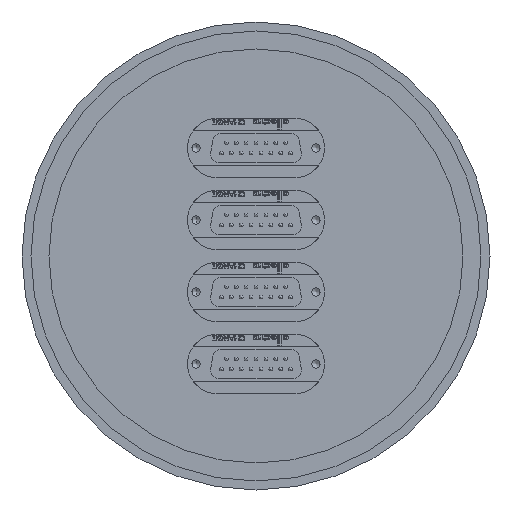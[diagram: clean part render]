
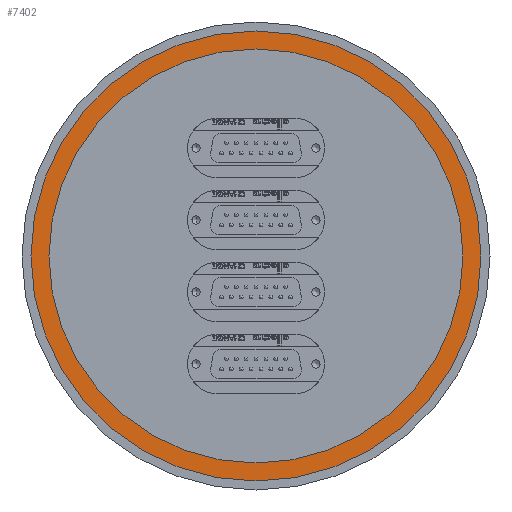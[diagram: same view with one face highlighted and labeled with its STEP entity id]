
A CAD part, front view. The second image highlights one B-rep face of the part: STEP entity #7402.
In plain terms, the highlighted planar face has unit normal (0, -1, 0).
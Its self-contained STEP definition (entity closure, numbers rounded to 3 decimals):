
#368 = DIRECTION ( 'NONE',  ( 0., 0., -1. ) ) ;
#528 = CARTESIAN_POINT ( 'NONE',  ( 0., -10., -62.5 ) ) ;
#945 = DIRECTION ( 'NONE',  ( 0., 0., -1. ) ) ;
#1064 = DIRECTION ( 'NONE',  ( 0., -1., 0. ) ) ;
#1230 = AXIS2_PLACEMENT_3D ( 'NONE', #8667, #3318, #368 ) ;
#1477 = DIRECTION ( 'NONE',  ( 0., 0., -1. ) ) ;
#1596 = CARTESIAN_POINT ( 'NONE',  ( 0., -10., 0. ) ) ;
#1700 = CIRCLE ( 'NONE', #8435, 62.5 ) ;
#1856 = VERTEX_POINT ( 'NONE', #8328 ) ;
#1972 = DIRECTION ( 'NONE',  ( 0., -1., 0. ) ) ;
#3303 = EDGE_CURVE ( 'NONE', #6870, #10086, #6517, .T. ) ;
#3318 = DIRECTION ( 'NONE',  ( 0., -1., 0. ) ) ;
#3483 = DIRECTION ( 'NONE',  ( 0., -1., 0. ) ) ;
#3486 = ORIENTED_EDGE ( 'NONE', *, *, #11556, .T. ) ;
#3724 = EDGE_CURVE ( 'NONE', #10086, #6870, #6524, .T. ) ;
#3814 = AXIS2_PLACEMENT_3D ( 'NONE', #7592, #1972, #8428 ) ;
#3994 = EDGE_CURVE ( 'NONE', #9510, #1856, #1700, .T. ) ;
#4190 = AXIS2_PLACEMENT_3D ( 'NONE', #1596, #9127, #4548 ) ;
#4548 = DIRECTION ( 'NONE',  ( 0., 0., -1. ) ) ;
#4989 = EDGE_LOOP ( 'NONE', ( #5659, #8043 ) ) ;
#5095 = PLANE ( 'NONE',  #11589 ) ;
#5309 = CARTESIAN_POINT ( 'NONE',  ( 0., -10., 57.5 ) ) ;
#5659 = ORIENTED_EDGE ( 'NONE', *, *, #3724, .F. ) ;
#5765 = EDGE_LOOP ( 'NONE', ( #3486, #9975 ) ) ;
#6517 = CIRCLE ( 'NONE', #3814, 57.5 ) ;
#6524 = CIRCLE ( 'NONE', #4190, 57.5 ) ;
#6657 = CARTESIAN_POINT ( 'NONE',  ( 0., -10., -57.5 ) ) ;
#6870 = VERTEX_POINT ( 'NONE', #5309 ) ;
#7402 = ADVANCED_FACE ( 'NONE', ( #10760, #10698 ), #5095, .T. ) ;
#7592 = CARTESIAN_POINT ( 'NONE',  ( 0., -10., 0. ) ) ;
#8043 = ORIENTED_EDGE ( 'NONE', *, *, #3303, .F. ) ;
#8328 = CARTESIAN_POINT ( 'NONE',  ( 0., -10., -62.5 ) ) ;
#8428 = DIRECTION ( 'NONE',  ( 0., 0., -1. ) ) ;
#8435 = AXIS2_PLACEMENT_3D ( 'NONE', #11797, #1064, #945 ) ;
#8667 = CARTESIAN_POINT ( 'NONE',  ( 0., -10., 0. ) ) ;
#9127 = DIRECTION ( 'NONE',  ( 0., -1., 0. ) ) ;
#9510 = VERTEX_POINT ( 'NONE', #10348 ) ;
#9975 = ORIENTED_EDGE ( 'NONE', *, *, #3994, .T. ) ;
#10086 = VERTEX_POINT ( 'NONE', #6657 ) ;
#10348 = CARTESIAN_POINT ( 'NONE',  ( 0., -10., 62.5 ) ) ;
#10698 = FACE_BOUND ( 'NONE', #4989, .T. ) ;
#10760 = FACE_OUTER_BOUND ( 'NONE', #5765, .T. ) ;
#11556 = EDGE_CURVE ( 'NONE', #1856, #9510, #11629, .T. ) ;
#11589 = AXIS2_PLACEMENT_3D ( 'NONE', #528, #3483, #1477 ) ;
#11629 = CIRCLE ( 'NONE', #1230, 62.5 ) ;
#11797 = CARTESIAN_POINT ( 'NONE',  ( 0., -10., 0. ) ) ;
